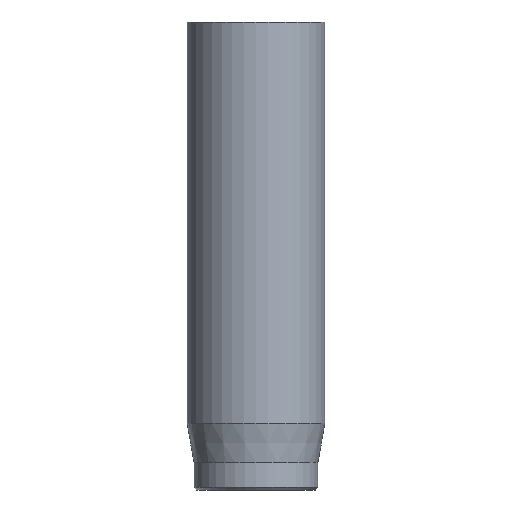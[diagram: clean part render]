
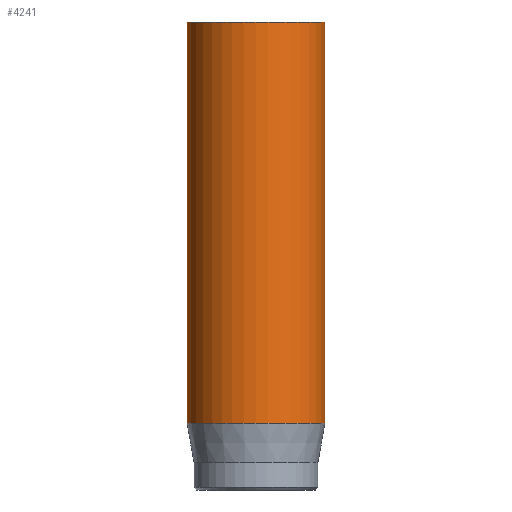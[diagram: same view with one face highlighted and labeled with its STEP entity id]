
A CAD part, front view. The second image highlights one B-rep face of the part: STEP entity #4241.
In plain terms, the highlighted cylindrical face has radius 2.5 mm (diameter 5 mm), a full revolution.
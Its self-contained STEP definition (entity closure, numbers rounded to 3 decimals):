
#32=CYLINDRICAL_SURFACE('',#4418,2.5);
#47=CIRCLE('',#4385,2.5);
#63=CIRCLE('',#4416,2.5);
#64=CIRCLE('',#4417,2.5);
#388=FACE_OUTER_BOUND('',#640,.T.);
#640=EDGE_LOOP('',(#3782,#3783,#3784,#3785,#3786));
#947=LINE('',#8123,#1260);
#1260=VECTOR('',#4927,2.5);
#1943=VERTEX_POINT('',#8062);
#1959=VERTEX_POINT('',#8117);
#1960=VERTEX_POINT('',#8118);
#2548=EDGE_CURVE('',#1943,#1943,#47,.T.);
#2572=EDGE_CURVE('',#1959,#1960,#63,.T.);
#2573=EDGE_CURVE('',#1960,#1959,#64,.T.);
#2575=EDGE_CURVE('',#1943,#1959,#947,.T.);
#3782=ORIENTED_EDGE('',*,*,#2548,.T.);
#3783=ORIENTED_EDGE('',*,*,#2575,.T.);
#3784=ORIENTED_EDGE('',*,*,#2572,.T.);
#3785=ORIENTED_EDGE('',*,*,#2573,.T.);
#3786=ORIENTED_EDGE('',*,*,#2575,.F.);
#4241=ADVANCED_FACE('',(#388),#32,.T.);
#4385=AXIS2_PLACEMENT_3D('',#8063,#4850,#4851);
#4416=AXIS2_PLACEMENT_3D('',#8119,#4920,#4921);
#4417=AXIS2_PLACEMENT_3D('',#8120,#4922,#4923);
#4418=AXIS2_PLACEMENT_3D('',#8122,#4925,#4926);
#4850=DIRECTION('center_axis',(0.,0.,-1.));
#4851=DIRECTION('ref_axis',(-1.,0.,0.));
#4920=DIRECTION('center_axis',(0.,0.,1.));
#4921=DIRECTION('ref_axis',(-1.,0.,0.));
#4922=DIRECTION('center_axis',(0.,0.,1.));
#4923=DIRECTION('ref_axis',(-1.,0.,0.));
#4925=DIRECTION('center_axis',(0.,0.,1.));
#4926=DIRECTION('ref_axis',(-1.,0.,0.));
#4927=DIRECTION('',(0.,0.,-1.));
#8062=CARTESIAN_POINT('',(2.5,0.,17.));
#8063=CARTESIAN_POINT('Origin',(0.,0.,17.));
#8117=CARTESIAN_POINT('',(2.5,0.,2.418));
#8118=CARTESIAN_POINT('',(-2.5,0.,2.418));
#8119=CARTESIAN_POINT('Origin',(0.,0.,2.418));
#8120=CARTESIAN_POINT('Origin',(0.,0.,2.418));
#8122=CARTESIAN_POINT('Origin',(0.,0.,0.));
#8123=CARTESIAN_POINT('',(2.5,0.,0.));
